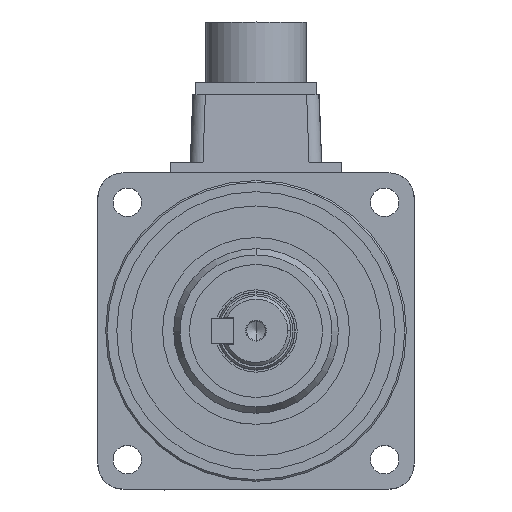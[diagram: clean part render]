
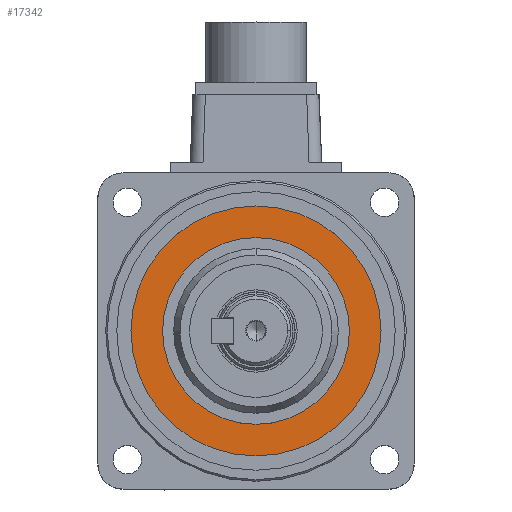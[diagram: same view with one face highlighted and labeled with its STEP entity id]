
A CAD part, top view. The second image highlights one B-rep face of the part: STEP entity #17342.
In plain terms, the highlighted planar face has unit normal (0, 0, 1).
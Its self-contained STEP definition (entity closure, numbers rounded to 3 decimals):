
#507 = ORIENTED_EDGE ( 'NONE', *, *, #12078, .T. ) ;
#949 = CARTESIAN_POINT ( 'NONE',  ( 0., 0., 54.4 ) ) ;
#1325 = AXIS2_PLACEMENT_3D ( 'NONE', #13047, #11662, #1822 ) ;
#1822 = DIRECTION ( 'NONE',  ( 0., -1., 0. ) ) ;
#1995 = AXIS2_PLACEMENT_3D ( 'NONE', #13669, #15245, #2441 ) ;
#2441 = DIRECTION ( 'NONE',  ( 0., -1., 0. ) ) ;
#2499 = CIRCLE ( 'NONE', #1325, 39.5 ) ;
#2932 = VERTEX_POINT ( 'NONE', #13088 ) ;
#2992 = VERTEX_POINT ( 'NONE', #9755 ) ;
#3471 = CIRCLE ( 'NONE', #1995, 39.5 ) ;
#3898 = EDGE_CURVE ( 'NONE', #16673, #2992, #5702, .T. ) ;
#4253 = DIRECTION ( 'NONE',  ( 0., 0., 1. ) ) ;
#4257 = AXIS2_PLACEMENT_3D ( 'NONE', #14287, #4253, #10121 ) ;
#5127 = AXIS2_PLACEMENT_3D ( 'NONE', #949, #13553, #13453 ) ;
#5628 = FACE_OUTER_BOUND ( 'NONE', #13448, .T. ) ;
#5702 = CIRCLE ( 'NONE', #5127, 29.5 ) ;
#6517 = EDGE_CURVE ( 'NONE', #2932, #16268, #2499, .T. ) ;
#8726 = EDGE_CURVE ( 'NONE', #2992, #16673, #12282, .T. ) ;
#9183 = AXIS2_PLACEMENT_3D ( 'NONE', #18007, #12935, #17065 ) ;
#9206 = ORIENTED_EDGE ( 'NONE', *, *, #3898, .F. ) ;
#9272 = ORIENTED_EDGE ( 'NONE', *, *, #6517, .T. ) ;
#9755 = CARTESIAN_POINT ( 'NONE',  ( 0., -29.5, 54.4 ) ) ;
#10121 = DIRECTION ( 'NONE',  ( 0., -1., 0. ) ) ;
#10158 = ORIENTED_EDGE ( 'NONE', *, *, #8726, .F. ) ;
#11331 = CARTESIAN_POINT ( 'NONE',  ( 0., 29.5, 54.4 ) ) ;
#11662 = DIRECTION ( 'NONE',  ( 0., 0., 1. ) ) ;
#12078 = EDGE_CURVE ( 'NONE', #16268, #2932, #3471, .T. ) ;
#12282 = CIRCLE ( 'NONE', #4257, 29.5 ) ;
#12311 = PLANE ( 'NONE',  #9183 ) ;
#12935 = DIRECTION ( 'NONE',  ( 0., 0., -1. ) ) ;
#13047 = CARTESIAN_POINT ( 'NONE',  ( 0., 0., 54.4 ) ) ;
#13088 = CARTESIAN_POINT ( 'NONE',  ( 0., 39.5, 54.4 ) ) ;
#13448 = EDGE_LOOP ( 'NONE', ( #507, #9272 ) ) ;
#13453 = DIRECTION ( 'NONE',  ( 0., -1., 0. ) ) ;
#13553 = DIRECTION ( 'NONE',  ( 0., 0., 1. ) ) ;
#13669 = CARTESIAN_POINT ( 'NONE',  ( 0., 0., 54.4 ) ) ;
#14287 = CARTESIAN_POINT ( 'NONE',  ( 0., 0., 54.4 ) ) ;
#15245 = DIRECTION ( 'NONE',  ( 0., 0., 1. ) ) ;
#15556 = FACE_BOUND ( 'NONE', #17568, .T. ) ;
#16268 = VERTEX_POINT ( 'NONE', #16636 ) ;
#16636 = CARTESIAN_POINT ( 'NONE',  ( 0., -39.5, 54.4 ) ) ;
#16673 = VERTEX_POINT ( 'NONE', #11331 ) ;
#17065 = DIRECTION ( 'NONE',  ( 0., -1., 0. ) ) ;
#17342 = ADVANCED_FACE ( 'NONE', ( #5628, #15556 ), #12311, .F. ) ;
#17568 = EDGE_LOOP ( 'NONE', ( #10158, #9206 ) ) ;
#18007 = CARTESIAN_POINT ( 'NONE',  ( 0., 0., 54.4 ) ) ;
